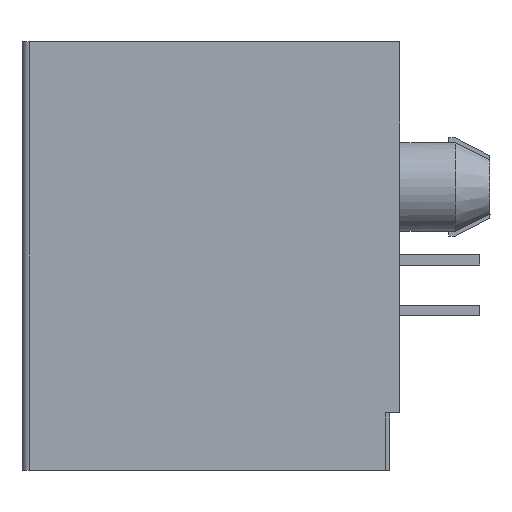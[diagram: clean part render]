
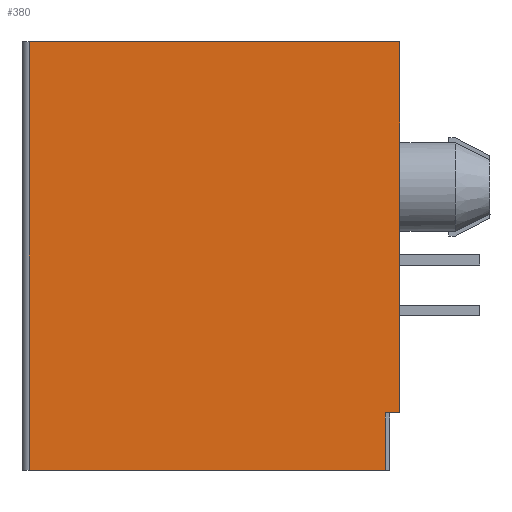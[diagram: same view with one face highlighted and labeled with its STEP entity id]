
A CAD part, left-side view. The second image highlights one B-rep face of the part: STEP entity #380.
In plain terms, the highlighted planar face has unit normal (-1, 0, 0).
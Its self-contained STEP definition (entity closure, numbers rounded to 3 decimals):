
#222 = ORIENTED_EDGE ( 'NONE', *, *, #475, .F. ) ;
#376 = VERTEX_POINT ( 'NONE', #4804 ) ;
#378 = ORIENTED_EDGE ( 'NONE', *, *, #676, .T. ) ;
#379 = ORIENTED_EDGE ( 'NONE', *, *, #673, .T. ) ;
#380 = ADVANCED_FACE ( 'NONE', ( #4793 ), #4812, .T. ) ;
#381 = EDGE_CURVE ( 'NONE', #630, #383, #4871, .T. ) ;
#382 = VERTEX_POINT ( 'NONE', #4872 ) ;
#383 = VERTEX_POINT ( 'NONE', #4868 ) ;
#384 = EDGE_CURVE ( 'NONE', #383, #382, #4864, .T. ) ;
#385 = ORIENTED_EDGE ( 'NONE', *, *, #677, .T. ) ;
#397 = EDGE_LOOP ( 'NONE', ( #420, #685, #672, #379, #378, #385, #674, #222 ) ) ;
#420 = ORIENTED_EDGE ( 'NONE', *, *, #564, .T. ) ;
#442 = VERTEX_POINT ( 'NONE', #4991 ) ;
#443 = VERTEX_POINT ( 'NONE', #4962 ) ;
#475 = EDGE_CURVE ( 'NONE', #442, #443, #5323, .T. ) ;
#564 = EDGE_CURVE ( 'NONE', #442, #630, #5422, .T. ) ;
#593 = EDGE_CURVE ( 'NONE', #443, #641, #5456, .T. ) ;
#630 = VERTEX_POINT ( 'NONE', #5516 ) ;
#641 = VERTEX_POINT ( 'NONE', #5693 ) ;
#672 = ORIENTED_EDGE ( 'NONE', *, *, #384, .T. ) ;
#673 = EDGE_CURVE ( 'NONE', #382, #376, #5735, .T. ) ;
#674 = ORIENTED_EDGE ( 'NONE', *, *, #593, .F. ) ;
#675 = VERTEX_POINT ( 'NONE', #5823 ) ;
#676 = EDGE_CURVE ( 'NONE', #376, #675, #5807, .T. ) ;
#677 = EDGE_CURVE ( 'NONE', #675, #641, #5725, .T. ) ;
#685 = ORIENTED_EDGE ( 'NONE', *, *, #381, .T. ) ;
#4787 = CARTESIAN_POINT ( 'NONE',  ( -7.874, 6.604, -7.493 ) ) ;
#4792 = DIRECTION ( 'NONE',  ( -1., 0., 0. ) ) ;
#4793 = FACE_OUTER_BOUND ( 'NONE', #397, .T. ) ;
#4795 = AXIS2_PLACEMENT_3D ( 'NONE', #4787, #4792, #4869 ) ;
#4804 = CARTESIAN_POINT ( 'NONE',  ( -7.874, -6.604, 1.968 ) ) ;
#4812 = PLANE ( 'NONE',  #4795 ) ;
#4861 = DIRECTION ( 'NONE',  ( 0., -1., 0. ) ) ;
#4862 = VECTOR ( 'NONE', #4861, 1000. ) ;
#4863 = CARTESIAN_POINT ( 'NONE',  ( -7.874, 6.604, -5.486 ) ) ;
#4864 = LINE ( 'NONE', #4863, #4862 ) ;
#4866 = DIRECTION ( 'NONE',  ( 0., 0., 1. ) ) ;
#4867 = VECTOR ( 'NONE', #4866, 1000. ) ;
#4868 = CARTESIAN_POINT ( 'NONE',  ( -7.874, -6.096, -5.486 ) ) ;
#4869 = DIRECTION ( 'NONE',  ( 0., 0., 1. ) ) ;
#4870 = CARTESIAN_POINT ( 'NONE',  ( -7.874, -6.096, -7.493 ) ) ;
#4871 = LINE ( 'NONE', #4870, #4867 ) ;
#4872 = CARTESIAN_POINT ( 'NONE',  ( -7.874, -6.604, -5.486 ) ) ;
#4962 = CARTESIAN_POINT ( 'NONE',  ( -7.874, 6.35, 7.493 ) ) ;
#4991 = CARTESIAN_POINT ( 'NONE',  ( -7.874, 6.35, -7.493 ) ) ;
#5323 = LINE ( 'NONE', #5362, #5361 ) ;
#5360 = DIRECTION ( 'NONE',  ( 0., 0., 1. ) ) ;
#5361 = VECTOR ( 'NONE', #5360, 1000. ) ;
#5362 = CARTESIAN_POINT ( 'NONE',  ( -7.874, 6.35, 7.89 ) ) ;
#5419 = DIRECTION ( 'NONE',  ( 0., -1., 0. ) ) ;
#5420 = VECTOR ( 'NONE', #5419, 1000. ) ;
#5421 = CARTESIAN_POINT ( 'NONE',  ( -7.874, 0., -7.493 ) ) ;
#5422 = LINE ( 'NONE', #5421, #5420 ) ;
#5445 = DIRECTION ( 'NONE',  ( 0., -1., 0. ) ) ;
#5446 = VECTOR ( 'NONE', #5445, 1000. ) ;
#5447 = CARTESIAN_POINT ( 'NONE',  ( -7.874, 0., 7.493 ) ) ;
#5456 = LINE ( 'NONE', #5447, #5446 ) ;
#5516 = CARTESIAN_POINT ( 'NONE',  ( -7.874, -6.096, -7.493 ) ) ;
#5693 = CARTESIAN_POINT ( 'NONE',  ( -7.874, -6.604, 7.493 ) ) ;
#5722 = DIRECTION ( 'NONE',  ( 0., 0., 1. ) ) ;
#5723 = VECTOR ( 'NONE', #5722, 1000. ) ;
#5724 = CARTESIAN_POINT ( 'NONE',  ( -7.874, -6.604, -7.493 ) ) ;
#5725 = LINE ( 'NONE', #5724, #5723 ) ;
#5726 = DIRECTION ( 'NONE',  ( 0., 0., 1. ) ) ;
#5727 = VECTOR ( 'NONE', #5726, 1000. ) ;
#5728 = CARTESIAN_POINT ( 'NONE',  ( -7.874, -6.604, -7.493 ) ) ;
#5729 = DIRECTION ( 'NONE',  ( 0., 0., 1. ) ) ;
#5730 = VECTOR ( 'NONE', #5729, 1000. ) ;
#5734 = CARTESIAN_POINT ( 'NONE',  ( -7.874, -6.604, -7.493 ) ) ;
#5735 = LINE ( 'NONE', #5734, #5730 ) ;
#5807 = LINE ( 'NONE', #5728, #5727 ) ;
#5823 = CARTESIAN_POINT ( 'NONE',  ( -7.874, -6.604, 2.857 ) ) ;
